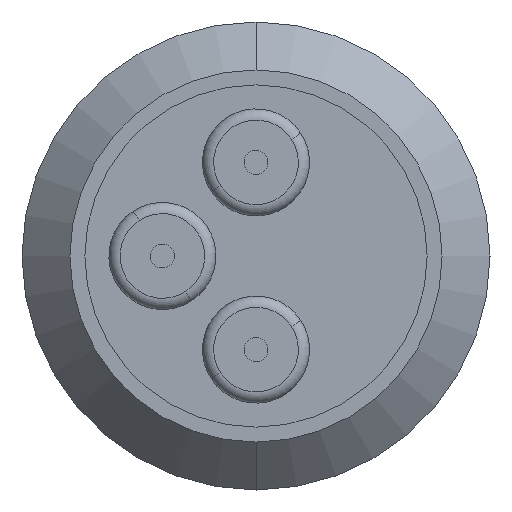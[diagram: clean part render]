
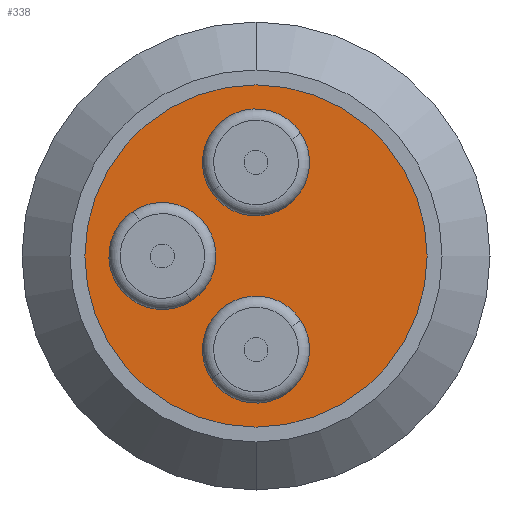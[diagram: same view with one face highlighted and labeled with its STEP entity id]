
A CAD part, front view. The second image highlights one B-rep face of the part: STEP entity #338.
In plain terms, the highlighted planar face has unit normal (0, -1, 0).
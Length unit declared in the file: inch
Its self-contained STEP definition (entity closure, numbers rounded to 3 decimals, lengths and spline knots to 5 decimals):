
#54 = DIRECTION ( 'NONE',  ( 0., 1., 0. ) ) ;
#60 = DIRECTION ( 'NONE',  ( 0., 0., -1. ) ) ;
#78 = CARTESIAN_POINT ( 'NONE',  ( 0., 0., 0.125 ) ) ;
#94 = DIRECTION ( 'NONE',  ( 0., 1., 0. ) ) ;
#95 = CARTESIAN_POINT ( 'NONE',  ( 0., 0., 0. ) ) ;
#98 = DIRECTION ( 'NONE',  ( 0., 0., -1. ) ) ;
#124 = CARTESIAN_POINT ( 'NONE',  ( -0.125, 0., 0. ) ) ;
#143 = DIRECTION ( 'NONE',  ( 0., 1., 0. ) ) ;
#153 = DIRECTION ( 'NONE',  ( 0., 0., -1. ) ) ;
#208 = EDGE_LOOP ( 'NONE', ( #522, #611 ) ) ;
#252 = EDGE_LOOP ( 'NONE', ( #520, #481 ) ) ;
#338 = ADVANCED_FACE ( 'NONE', ( #1360, #1373, #1379, #947 ), #822, .T. ) ;
#481 = ORIENTED_EDGE ( 'NONE', *, *, #2883, .T. ) ;
#487 = ORIENTED_EDGE ( 'NONE', *, *, #3164, .T. ) ;
#520 = ORIENTED_EDGE ( 'NONE', *, *, #2963, .T. ) ;
#522 = ORIENTED_EDGE ( 'NONE', *, *, #3070, .F. ) ;
#586 = ORIENTED_EDGE ( 'NONE', *, *, #2910, .T. ) ;
#611 = ORIENTED_EDGE ( 'NONE', *, *, #2999, .F. ) ;
#648 = VERTEX_POINT ( 'NONE', #1495 ) ;
#766 = DIRECTION ( 'NONE',  ( 0., -1., 0. ) ) ;
#821 = CARTESIAN_POINT ( 'NONE',  ( 0., 0., 0. ) ) ;
#822 = PLANE ( 'NONE',  #3145 ) ;
#871 = DIRECTION ( 'NONE',  ( -1., 0., 0. ) ) ;
#931 = CIRCLE ( 'NONE', #2789, 0.063 ) ;
#947 = FACE_BOUND ( 'NONE', #2532, .T. ) ;
#1003 = CIRCLE ( 'NONE', #2799, 0.2285 ) ;
#1060 = DIRECTION ( 'NONE',  ( 0., 0., -1. ) ) ;
#1076 = DIRECTION ( 'NONE',  ( 0., 1., 0. ) ) ;
#1149 = CARTESIAN_POINT ( 'NONE',  ( 0., 0., 0. ) ) ;
#1184 = DIRECTION ( 'NONE',  ( 0., 0., -1. ) ) ;
#1244 = CARTESIAN_POINT ( 'NONE',  ( 0., 0., -0.125 ) ) ;
#1251 = DIRECTION ( 'NONE',  ( 0., 1., 0. ) ) ;
#1257 = CIRCLE ( 'NONE', #2849, 0.063 ) ;
#1304 = CIRCLE ( 'NONE', #2846, 0.063 ) ;
#1360 = FACE_OUTER_BOUND ( 'NONE', #208, .T. ) ;
#1373 = FACE_BOUND ( 'NONE', #252, .T. ) ;
#1379 = FACE_BOUND ( 'NONE', #2432, .T. ) ;
#1442 = CARTESIAN_POINT ( 'NONE',  ( 0.063, 0., -0.125 ) ) ;
#1444 = DIRECTION ( 'NONE',  ( 0., 1., 0. ) ) ;
#1447 = DIRECTION ( 'NONE',  ( 0., 0., -1. ) ) ;
#1454 = DIRECTION ( 'NONE',  ( 0., 0., -1. ) ) ;
#1495 = CARTESIAN_POINT ( 'NONE',  ( 0., 0., -0.2285 ) ) ;
#1504 = CARTESIAN_POINT ( 'NONE',  ( -0.125, 0., 0.063 ) ) ;
#1505 = CARTESIAN_POINT ( 'NONE',  ( -0.125, 0., -0.063 ) ) ;
#1560 = CARTESIAN_POINT ( 'NONE',  ( -0.063, 0., -0.125 ) ) ;
#1587 = CARTESIAN_POINT ( 'NONE',  ( -0.125, 0., 0. ) ) ;
#1595 = CARTESIAN_POINT ( 'NONE',  ( -0.063, 0., 0.125 ) ) ;
#1596 = DIRECTION ( 'NONE',  ( 0., 1., 0. ) ) ;
#1631 = DIRECTION ( 'NONE',  ( 0., 0., -1. ) ) ;
#1663 = CARTESIAN_POINT ( 'NONE',  ( 0.063, 0., 0.125 ) ) ;
#1763 = CARTESIAN_POINT ( 'NONE',  ( 0., 0., 0.2285 ) ) ;
#1774 = CARTESIAN_POINT ( 'NONE',  ( 0., 0., -0.125 ) ) ;
#1778 = DIRECTION ( 'NONE',  ( 0., 1., 0. ) ) ;
#1779 = CARTESIAN_POINT ( 'NONE',  ( 0., 0., 0.125 ) ) ;
#1802 = CIRCLE ( 'NONE', #2840, 0.2285 ) ;
#1862 = CIRCLE ( 'NONE', #2754, 0.063 ) ;
#2177 = VERTEX_POINT ( 'NONE', #1505 ) ;
#2183 = VERTEX_POINT ( 'NONE', #1763 ) ;
#2190 = VERTEX_POINT ( 'NONE', #1560 ) ;
#2248 = VERTEX_POINT ( 'NONE', #1663 ) ;
#2249 = VERTEX_POINT ( 'NONE', #1504 ) ;
#2288 = VERTEX_POINT ( 'NONE', #1442 ) ;
#2311 = VERTEX_POINT ( 'NONE', #1595 ) ;
#2371 = AXIS2_PLACEMENT_3D ( 'NONE', #1244, #1251, #1184 ) ;
#2422 = ORIENTED_EDGE ( 'NONE', *, *, #2917, .T. ) ;
#2432 = EDGE_LOOP ( 'NONE', ( #487, #586 ) ) ;
#2522 = ORIENTED_EDGE ( 'NONE', *, *, #2984, .T. ) ;
#2532 = EDGE_LOOP ( 'NONE', ( #2422, #2522 ) ) ;
#2585 = CIRCLE ( 'NONE', #2371, 0.063 ) ;
#2754 = AXIS2_PLACEMENT_3D ( 'NONE', #1774, #1444, #1447 ) ;
#2789 = AXIS2_PLACEMENT_3D ( 'NONE', #1587, #1778, #1454 ) ;
#2799 = AXIS2_PLACEMENT_3D ( 'NONE', #1149, #1076, #1060 ) ;
#2828 = AXIS2_PLACEMENT_3D ( 'NONE', #1779, #1596, #1631 ) ;
#2840 = AXIS2_PLACEMENT_3D ( 'NONE', #95, #94, #98 ) ;
#2846 = AXIS2_PLACEMENT_3D ( 'NONE', #78, #54, #153 ) ;
#2849 = AXIS2_PLACEMENT_3D ( 'NONE', #124, #143, #60 ) ;
#2883 = EDGE_CURVE ( 'NONE', #2249, #2177, #931, .T. ) ;
#2910 = EDGE_CURVE ( 'NONE', #2190, #2288, #1862, .T. ) ;
#2917 = EDGE_CURVE ( 'NONE', #2311, #2248, #3200, .T. ) ;
#2963 = EDGE_CURVE ( 'NONE', #2177, #2249, #1257, .T. ) ;
#2984 = EDGE_CURVE ( 'NONE', #2248, #2311, #1304, .T. ) ;
#2999 = EDGE_CURVE ( 'NONE', #2183, #648, #1802, .T. ) ;
#3070 = EDGE_CURVE ( 'NONE', #648, #2183, #1003, .T. ) ;
#3145 = AXIS2_PLACEMENT_3D ( 'NONE', #821, #766, #871 ) ;
#3164 = EDGE_CURVE ( 'NONE', #2288, #2190, #2585, .T. ) ;
#3200 = CIRCLE ( 'NONE', #2828, 0.063 ) ;
